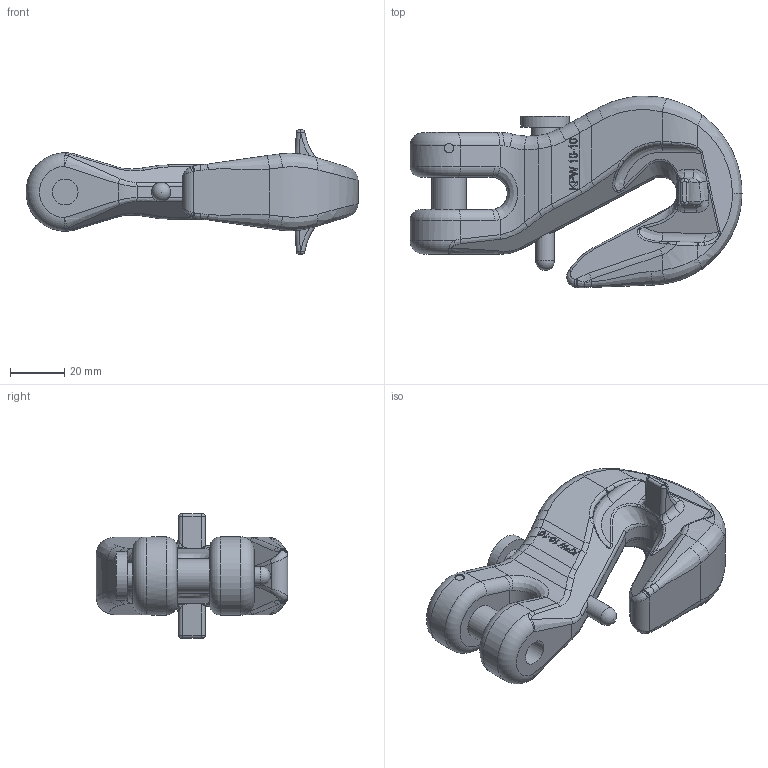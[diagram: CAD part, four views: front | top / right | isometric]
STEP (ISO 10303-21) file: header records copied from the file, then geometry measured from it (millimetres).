
FILE_DESCRIPTION(/* description */ (''),/* implementation_level */ '2;1');
FILE_NAME(/* name */ 'pewag_KPSW_10.stp',/* time_stamp */ '2022-06-29T12:45:32+02:00',/* author */ (''),/* organization */ (''),/* preprocessor_version */ 'ST-DEVELOPER v16',/* originating_system */ 'SIEMENS PLM Software NX 11.0',/* authorisation */ '');
FILE_SCHEMA (('AUTOMOTIVE_DESIGN { 1 0 10303 214 3 1 1 1 }'));
Length unit declared in the file: millimetre
Products named in the file (1): KSE44B0A9CF4n8w
Bounding box: 122.9 x 70.97 x 46 mm (x, y, z)
Volume: 111413.8 mm3; surface area: 25488.8 mm2
Topology: 4 solids, 4 shells, 450 faces, 1072 edges, 646 vertices
Faces by surface type: bspline 168, plane 133, cylinder 76, extrusion 59, torus 12, sphere 1, cone 1
Full cylindrical faces by diameter (mm): 3.5 x3, 4 x1, 4.2 x1, 7 x1, 7.2 x1, 9.5 x1, 10 x1, 12.8 x3, 18 x1
Entity records: 18721 total; most frequent: CARTESIAN_POINT 9891, ORIENTED_EDGE 2076, DIRECTION 1290, EDGE_CURVE 1038, VERTEX_POINT 637, B_SPLINE_CURVE_WITH_KNOTS 578, EDGE_LOOP 497, AXIS2_PLACEMENT_3D 496
